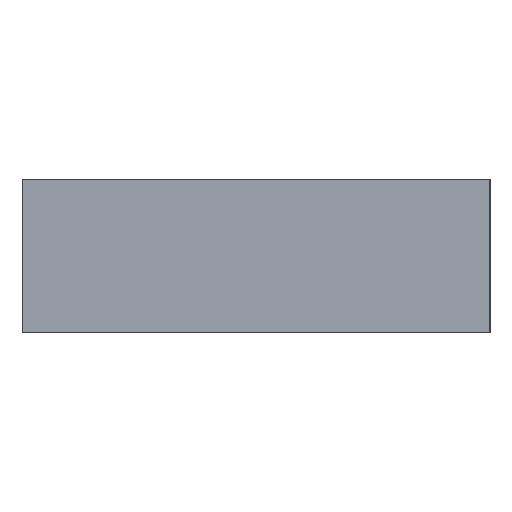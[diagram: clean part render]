
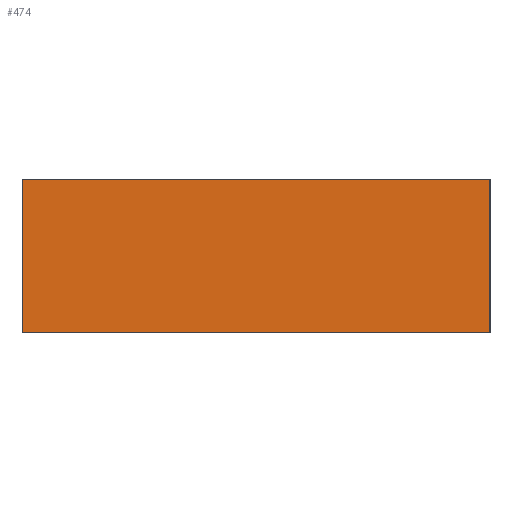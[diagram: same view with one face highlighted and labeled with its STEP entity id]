
A CAD part, left-side view. The second image highlights one B-rep face of the part: STEP entity #474.
In plain terms, the highlighted planar face has unit normal (-1, 0, 0).
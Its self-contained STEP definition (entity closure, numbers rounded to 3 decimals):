
#399=CARTESIAN_POINT('Line Origine',(33.,37.5,18.)) ;
#403=CARTESIAN_POINT('Vertex',(33.,65.,18.)) ;
#405=CARTESIAN_POINT('Vertex',(33.,10.,18.)) ;
#444=CARTESIAN_POINT('Axis2P3D Location',(33.,65.,0.)) ;
#449=CARTESIAN_POINT('Line Origine',(33.,65.,9.)) ;
#453=CARTESIAN_POINT('Vertex',(33.,65.,0.)) ;
#456=CARTESIAN_POINT('Line Origine',(33.,37.5,0.)) ;
#460=CARTESIAN_POINT('Vertex',(33.,10.,0.)) ;
#463=CARTESIAN_POINT('Line Origine',(33.,10.,9.)) ;
#400=DIRECTION('Vector Direction',(0.,-1.,0.)) ;
#445=DIRECTION('Axis2P3D Direction',(-1.,0.,0.)) ;
#446=DIRECTION('Axis2P3D XDirection',(0.,-1.,0.)) ;
#450=DIRECTION('Vector Direction',(0.,0.,1.)) ;
#457=DIRECTION('Vector Direction',(0.,-1.,0.)) ;
#464=DIRECTION('Vector Direction',(0.,0.,1.)) ;
#447=AXIS2_PLACEMENT_3D('Plane Axis2P3D',#444,#445,#446) ;
#469=ORIENTED_EDGE('',*,*,#455,.F.) ;
#470=ORIENTED_EDGE('',*,*,#462,.T.) ;
#471=ORIENTED_EDGE('',*,*,#467,.T.) ;
#472=ORIENTED_EDGE('',*,*,#407,.F.) ;
#401=VECTOR('Line Direction',#400,1.) ;
#451=VECTOR('Line Direction',#450,1.) ;
#458=VECTOR('Line Direction',#457,1.) ;
#465=VECTOR('Line Direction',#464,1.) ;
#474=ADVANCED_FACE('PartBody',(#473),#448,.T.) ;
#407=EDGE_CURVE('',#404,#406,#402,.T.) ;
#455=EDGE_CURVE('',#454,#404,#452,.T.) ;
#462=EDGE_CURVE('',#454,#461,#459,.T.) ;
#467=EDGE_CURVE('',#461,#406,#466,.T.) ;
#468=EDGE_LOOP('',(#469,#470,#471,#472)) ;
#473=FACE_OUTER_BOUND('',#468,.T.) ;
#402=LINE('Line',#399,#401) ;
#452=LINE('Line',#449,#451) ;
#459=LINE('Line',#456,#458) ;
#466=LINE('Line',#463,#465) ;
#448=PLANE('Plane',#447) ;
#404=VERTEX_POINT('',#403) ;
#406=VERTEX_POINT('',#405) ;
#454=VERTEX_POINT('',#453) ;
#461=VERTEX_POINT('',#460) ;
